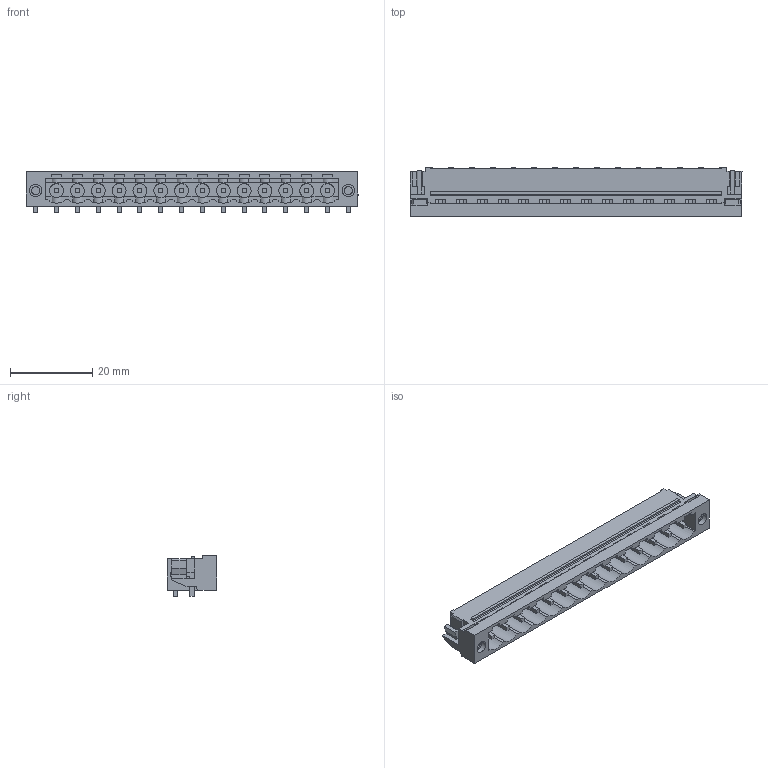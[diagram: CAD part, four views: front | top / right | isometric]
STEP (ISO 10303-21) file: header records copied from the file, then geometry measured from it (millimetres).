
FILE_DESCRIPTION(('CATIA V5R22 STEP214','CAx-IF Rec.Pracs.--- Model Styling and Organization---1.4--- 2014-01-23'),'2;1');
FILE_NAME ('021095-3_1_1775352001_1775352001.stp','2023-05-11T06:53:59+00:00',('none'),('Weidmueller'),'CATIA Version 5-6 Release 2016 SP3 HF44','CATIA V5 STEP AP214','none');
FILE_SCHEMA(('AUTOMOTIVE_DESIGN { 1 0 10303 214 1 1 1 1 }'));
Length unit declared in the file: millimetre
Products named in the file (1): 1775352001
Bounding box: 80.92 x 12 x 9.93 mm (x, y, z)
Volume: 3169.6 mm3; surface area: 7111.4 mm2
Topology: 19 solids, 19 shells, 932 faces, 2814 edges, 1854 vertices
Faces by surface type: plane 741, cylinder 153, extrusion 30, cone 8
Entity records: 29982 total; most frequent: CARTESIAN_POINT 7001, ORIENTED_EDGE 5628, DIRECTION 3412, EDGE_CURVE 2814, VECTOR 2126, LINE 2096, VERTEX_POINT 1854, EDGE_LOOP 990
